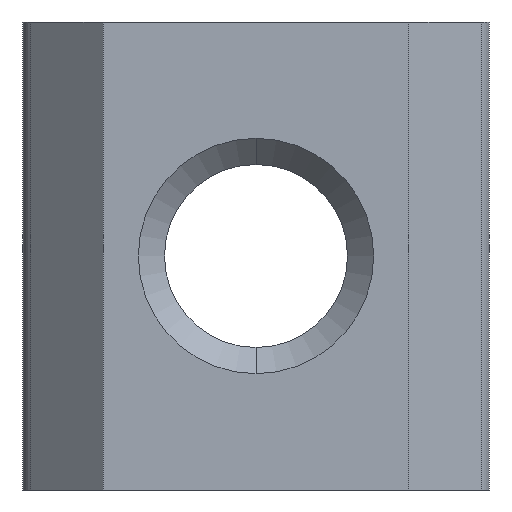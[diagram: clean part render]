
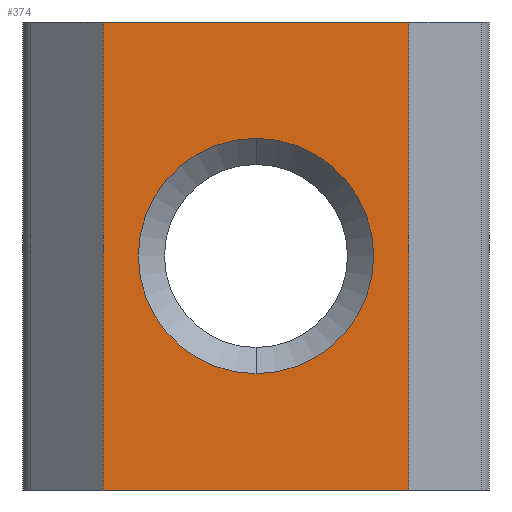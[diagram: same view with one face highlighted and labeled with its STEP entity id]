
A CAD part, front view. The second image highlights one B-rep face of the part: STEP entity #374.
In plain terms, the highlighted planar face has unit normal (0, -1, 0).
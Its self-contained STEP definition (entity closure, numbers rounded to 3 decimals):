
#10 = EDGE_CURVE ( 'NONE', #154, #380, #531, .T. ) ;
#17 = EDGE_CURVE ( 'NONE', #125, #154, #583, .T. ) ;
#57 = CARTESIAN_POINT ( 'NONE',  ( -5.85, -8.5, 8.95 ) ) ;
#66 = DIRECTION ( 'NONE',  ( 0., 1., 0. ) ) ;
#71 = VECTOR ( 'NONE', #199, 1000. ) ;
#72 = DIRECTION ( 'NONE',  ( 0., 0., 1. ) ) ;
#77 = ORIENTED_EDGE ( 'NONE', *, *, #10, .T. ) ;
#91 = DIRECTION ( 'NONE',  ( 0., 0., -1. ) ) ;
#92 = ORIENTED_EDGE ( 'NONE', *, *, #257, .T. ) ;
#95 = CARTESIAN_POINT ( 'NONE',  ( -5.85, -8.5, 8.95 ) ) ;
#109 = VERTEX_POINT ( 'NONE', #208 ) ;
#115 = DIRECTION ( 'NONE',  ( 0., 1., 0. ) ) ;
#125 = VERTEX_POINT ( 'NONE', #57 ) ;
#131 = EDGE_LOOP ( 'NONE', ( #411, #92 ) ) ;
#132 = CIRCLE ( 'NONE', #270, 4.5 ) ;
#133 = EDGE_LOOP ( 'NONE', ( #77, #160, #388, #176 ) ) ;
#135 = DIRECTION ( 'NONE',  ( 0., 1., 0. ) ) ;
#154 = VERTEX_POINT ( 'NONE', #612 ) ;
#157 = VECTOR ( 'NONE', #497, 1000. ) ;
#160 = ORIENTED_EDGE ( 'NONE', *, *, #458, .F. ) ;
#168 = CARTESIAN_POINT ( 'NONE',  ( -5.85, -8.5, 8.95 ) ) ;
#176 = ORIENTED_EDGE ( 'NONE', *, *, #17, .T. ) ;
#178 = AXIS2_PLACEMENT_3D ( 'NONE', #227, #135, #628 ) ;
#199 = DIRECTION ( 'NONE',  ( 0., 0., -1. ) ) ;
#206 = CARTESIAN_POINT ( 'NONE',  ( 5.85, -8.5, 8.95 ) ) ;
#208 = CARTESIAN_POINT ( 'NONE',  ( 5.85, -8.5, 8.95 ) ) ;
#226 = VERTEX_POINT ( 'NONE', #565 ) ;
#227 = CARTESIAN_POINT ( 'NONE',  ( -5.85, -8.5, 8.95 ) ) ;
#235 = CARTESIAN_POINT ( 'NONE',  ( -5.85, -8.5, -8.95 ) ) ;
#257 = EDGE_CURVE ( 'NONE', #321, #226, #328, .T. ) ;
#261 = EDGE_CURVE ( 'NONE', #226, #321, #132, .T. ) ;
#270 = AXIS2_PLACEMENT_3D ( 'NONE', #307, #66, #72 ) ;
#305 = LINE ( 'NONE', #168, #157 ) ;
#307 = CARTESIAN_POINT ( 'NONE',  ( 0., -8.5, 0. ) ) ;
#320 = CARTESIAN_POINT ( 'NONE',  ( 0., -8.5, 4.5 ) ) ;
#321 = VERTEX_POINT ( 'NONE', #320 ) ;
#328 = CIRCLE ( 'NONE', #406, 4.5 ) ;
#355 = CARTESIAN_POINT ( 'NONE',  ( 0., -8.5, 0. ) ) ;
#374 = ADVANCED_FACE ( 'NONE', ( #381, #625 ), #475, .F. ) ;
#380 = VERTEX_POINT ( 'NONE', #429 ) ;
#381 = FACE_BOUND ( 'NONE', #131, .T. ) ;
#388 = ORIENTED_EDGE ( 'NONE', *, *, #563, .F. ) ;
#406 = AXIS2_PLACEMENT_3D ( 'NONE', #355, #115, #608 ) ;
#411 = ORIENTED_EDGE ( 'NONE', *, *, #261, .T. ) ;
#422 = DIRECTION ( 'NONE',  ( 1., 0., 0. ) ) ;
#424 = VECTOR ( 'NONE', #422, 1000. ) ;
#429 = CARTESIAN_POINT ( 'NONE',  ( 5.85, -8.5, -8.95 ) ) ;
#458 = EDGE_CURVE ( 'NONE', #109, #380, #549, .T. ) ;
#475 = PLANE ( 'NONE',  #178 ) ;
#497 = DIRECTION ( 'NONE',  ( 1., 0., 0. ) ) ;
#515 = VECTOR ( 'NONE', #91, 1000. ) ;
#531 = LINE ( 'NONE', #235, #424 ) ;
#549 = LINE ( 'NONE', #206, #71 ) ;
#563 = EDGE_CURVE ( 'NONE', #125, #109, #305, .T. ) ;
#565 = CARTESIAN_POINT ( 'NONE',  ( 0., -8.5, -4.5 ) ) ;
#583 = LINE ( 'NONE', #95, #515 ) ;
#608 = DIRECTION ( 'NONE',  ( 0., 0., 1. ) ) ;
#612 = CARTESIAN_POINT ( 'NONE',  ( -5.85, -8.5, -8.95 ) ) ;
#625 = FACE_OUTER_BOUND ( 'NONE', #133, .T. ) ;
#628 = DIRECTION ( 'NONE',  ( 0., 0., 1. ) ) ;
